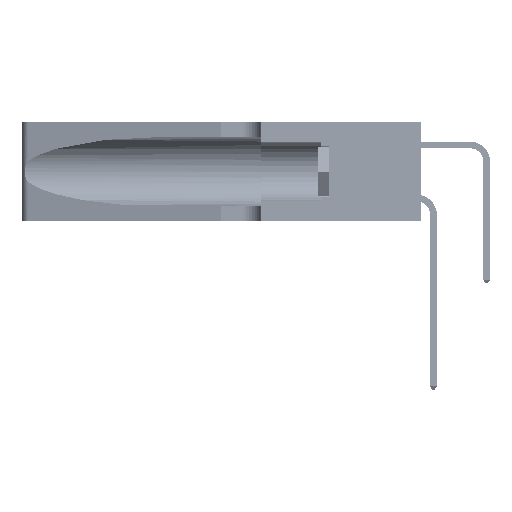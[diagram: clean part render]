
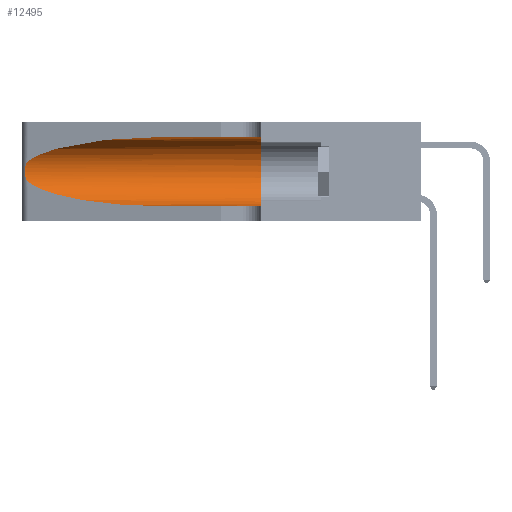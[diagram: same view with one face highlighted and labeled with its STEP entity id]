
A CAD part, left-side view. The second image highlights one B-rep face of the part: STEP entity #12495.
In plain terms, the highlighted cylindrical face has radius 3.308 mm (diameter 6.617 mm), a partial arc.
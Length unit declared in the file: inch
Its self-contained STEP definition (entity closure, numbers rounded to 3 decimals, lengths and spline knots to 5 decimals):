
#204 = CYLINDRICAL_SURFACE ( 'NONE', #18084, 0.13025 ) ;
#355 =( BOUNDED_CURVE ( )  B_SPLINE_CURVE ( 3, ( #37771, #14689, #7691, #18370 ),
 .UNSPECIFIED., .F., .T. ) 
 B_SPLINE_CURVE_WITH_KNOTS ( ( 4, 4 ),
 ( 3.44316, 4.71239 ),
 .UNSPECIFIED. ) 
 CURVE ( )  GEOMETRIC_REPRESENTATION_ITEM ( )  RATIONAL_B_SPLINE_CURVE ( ( 1., 0.87, 0.87, 1. ) ) 
 REPRESENTATION_ITEM ( '' )  );
#839 = CARTESIAN_POINT ( 'NONE',  ( 0.25487, 1.22718, 0.22369 ) ) ;
#1343 = ORIENTED_EDGE ( 'NONE', *, *, #19965, .T. ) ;
#2363 = VERTEX_POINT ( 'NONE', #32002 ) ;
#2464 = EDGE_CURVE ( 'NONE', #43389, #6352, #16601, .T. ) ;
#2705 = CARTESIAN_POINT ( 'NONE',  ( 0.25639, 1.23184, 0.21858 ) ) ;
#2948 = DIRECTION ( 'NONE',  ( 0., -1., 0. ) ) ;
#3477 = CARTESIAN_POINT ( 'NONE',  ( 0.1305, 0.35, 0.05475 ) ) ;
#3570 = CARTESIAN_POINT ( 'NONE',  ( 0.1305, 0.35, 0.31525 ) ) ;
#4405 = DIRECTION ( 'NONE',  ( 0., 0., -1. ) ) ;
#4464 = CARTESIAN_POINT ( 'NONE',  ( 0.18966, 0.96281, 0.31525 ) ) ;
#5152 = CARTESIAN_POINT ( 'NONE',  ( 0.1305, 0.72297, 0.05475 ) ) ;
#5855 = ORIENTED_EDGE ( 'NONE', *, *, #43904, .T. ) ;
#6352 = VERTEX_POINT ( 'NONE', #3477 ) ;
#6493 = CARTESIAN_POINT ( 'NONE',  ( 0.26075, 1.23896, 0.19203 ) ) ;
#6649 = CARTESIAN_POINT ( 'NONE',  ( 0.25639, 1.23186, 0.15144 ) ) ;
#6818 = CARTESIAN_POINT ( 'NONE',  ( 0.25555, 1.22993, 0.14849 ) ) ;
#7375 = VECTOR ( 'NONE', #24068, 39.37008 ) ;
#7691 = CARTESIAN_POINT ( 'NONE',  ( 0.18966, 0.96281, 0.05475 ) ) ;
#9843 = CARTESIAN_POINT ( 'NONE',  ( 0.25487, 1.22718, 0.22369 ) ) ;
#10027 = DIRECTION ( 'NONE',  ( 0., 0., 1. ) ) ;
#10795 = CARTESIAN_POINT ( 'NONE',  ( 0.26017, 1.23833, 0.17102 ) ) ;
#12495 = ADVANCED_FACE ( 'NONE', ( #28710 ), #204, .F. ) ;
#13098 = B_SPLINE_CURVE_WITH_KNOTS ( 'NONE', 3,
 ( #25274, #32121, #2705, #21632, #18319, #29261, #6493, #45036, #10795, #44383, #37391, #6649, #6818, #29436 ),
 .UNSPECIFIED., .F., .F.,
 ( 4, 2, 2, 2, 2, 2, 4 ),
 ( 0., 0.00027, 0.00053, 0.00107, 0.0016, 0.00187, 0.00214 ),
 .UNSPECIFIED. ) ;
#14375 = CARTESIAN_POINT ( 'NONE',  ( 0.1305, 1.61858, 0.31525 ) ) ;
#14689 = CARTESIAN_POINT ( 'NONE',  ( 0.2373, 1.15595, 0.08982 ) ) ;
#15206 = AXIS2_PLACEMENT_3D ( 'NONE', #21187, #24980, #10027 ) ;
#15544 = DIRECTION ( 'NONE',  ( 0., -1., 0. ) ) ;
#15648 = EDGE_LOOP ( 'NONE', ( #34484, #5855, #40239, #1343, #26107, #18050 ) ) ;
#16070 = CARTESIAN_POINT ( 'NONE',  ( 0.1305, 1.61858, 0.185 ) ) ;
#16284 = CARTESIAN_POINT ( 'NONE',  ( 0.2373, 1.15595, 0.28018 ) ) ;
#16601 = CIRCLE ( 'NONE', #15206, 0.13025 ) ;
#18050 = ORIENTED_EDGE ( 'NONE', *, *, #41089, .F. ) ;
#18074 = VERTEX_POINT ( 'NONE', #5152 ) ;
#18084 = AXIS2_PLACEMENT_3D ( 'NONE', #16070, #15544, #4405 ) ;
#18319 = CARTESIAN_POINT ( 'NONE',  ( 0.25854, 1.2359, 0.20912 ) ) ;
#18370 = CARTESIAN_POINT ( 'NONE',  ( 0.1305, 0.72297, 0.05475 ) ) ;
#18498 = LINE ( 'NONE', #14375, #25628 ) ;
#19965 = EDGE_CURVE ( 'NONE', #18074, #6352, #25836, .T. ) ;
#21187 = CARTESIAN_POINT ( 'NONE',  ( 0.1305, 0.35, 0.185 ) ) ;
#21632 = CARTESIAN_POINT ( 'NONE',  ( 0.25787, 1.23484, 0.2124 ) ) ;
#24068 = DIRECTION ( 'NONE',  ( 0., -1., 0. ) ) ;
#24980 = DIRECTION ( 'NONE',  ( 0., 1., 0. ) ) ;
#25274 = CARTESIAN_POINT ( 'NONE',  ( 0.25487, 1.22718, 0.22369 ) ) ;
#25628 = VECTOR ( 'NONE', #2948, 39.37008 ) ;
#25836 = LINE ( 'NONE', #41941, #7375 ) ;
#26107 = ORIENTED_EDGE ( 'NONE', *, *, #2464, .F. ) ;
#28347 =( BOUNDED_CURVE ( )  B_SPLINE_CURVE ( 3, ( #39007, #4464, #16284, #839 ),
 .UNSPECIFIED., .F., .T. ) 
 B_SPLINE_CURVE_WITH_KNOTS ( ( 4, 4 ),
 ( 1.5708, 2.84003 ),
 .UNSPECIFIED. ) 
 CURVE ( )  GEOMETRIC_REPRESENTATION_ITEM ( )  RATIONAL_B_SPLINE_CURVE ( ( 1., 0.87, 0.87, 1. ) ) 
 REPRESENTATION_ITEM ( '' )  );
#28710 = FACE_OUTER_BOUND ( 'NONE', #15648, .T. ) ;
#29261 = CARTESIAN_POINT ( 'NONE',  ( 0.26018, 1.23835, 0.19895 ) ) ;
#29436 = CARTESIAN_POINT ( 'NONE',  ( 0.25487, 1.22718, 0.14631 ) ) ;
#32002 = CARTESIAN_POINT ( 'NONE',  ( 0.1305, 0.72297, 0.31525 ) ) ;
#32121 = CARTESIAN_POINT ( 'NONE',  ( 0.25555, 1.22994, 0.2215 ) ) ;
#33411 = VERTEX_POINT ( 'NONE', #9843 ) ;
#34484 = ORIENTED_EDGE ( 'NONE', *, *, #45230, .T. ) ;
#37391 = CARTESIAN_POINT ( 'NONE',  ( 0.25789, 1.23486, 0.15765 ) ) ;
#37771 = CARTESIAN_POINT ( 'NONE',  ( 0.25487, 1.22718, 0.14631 ) ) ;
#39007 = CARTESIAN_POINT ( 'NONE',  ( 0.1305, 0.72297, 0.31525 ) ) ;
#40239 = ORIENTED_EDGE ( 'NONE', *, *, #43410, .T. ) ;
#41089 = EDGE_CURVE ( 'NONE', #2363, #43389, #18498, .T. ) ;
#41941 = CARTESIAN_POINT ( 'NONE',  ( 0.1305, 1.61858, 0.05475 ) ) ;
#43389 = VERTEX_POINT ( 'NONE', #3570 ) ;
#43410 = EDGE_CURVE ( 'NONE', #48835, #18074, #355, .T. ) ;
#43904 = EDGE_CURVE ( 'NONE', #33411, #48835, #13098, .T. ) ;
#44383 = CARTESIAN_POINT ( 'NONE',  ( 0.25856, 1.23593, 0.16098 ) ) ;
#45036 = CARTESIAN_POINT ( 'NONE',  ( 0.26075, 1.23896, 0.178 ) ) ;
#45230 = EDGE_CURVE ( 'NONE', #2363, #33411, #28347, .T. ) ;
#46177 = CARTESIAN_POINT ( 'NONE',  ( 0.25487, 1.22718, 0.14631 ) ) ;
#48835 = VERTEX_POINT ( 'NONE', #46177 ) ;
